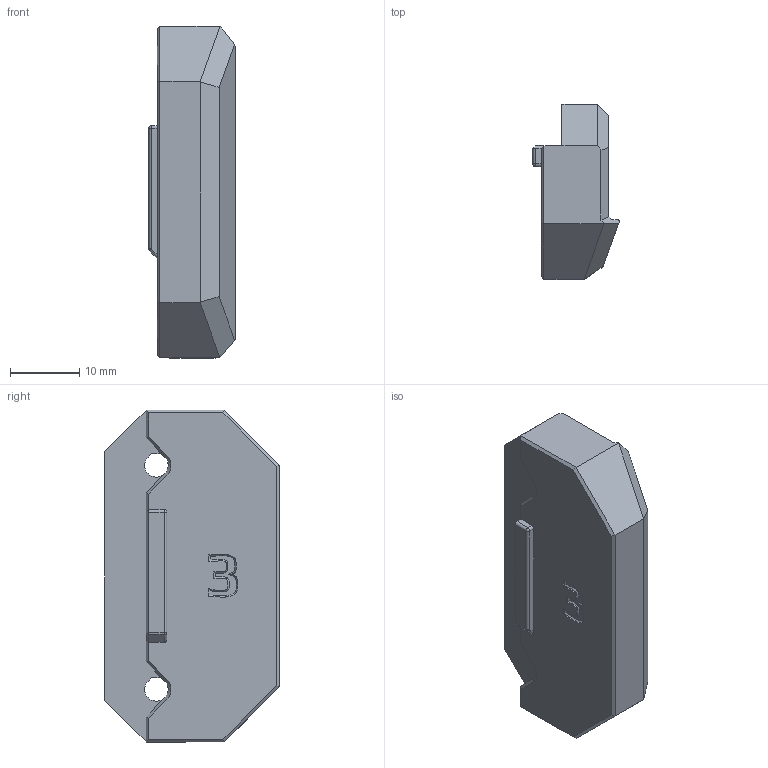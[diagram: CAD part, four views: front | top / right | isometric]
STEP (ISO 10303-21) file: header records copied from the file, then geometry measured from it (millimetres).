
FILE_DESCRIPTION(/* description */ ('STEP AP242','CAx-IF Rec.Pracs.---Representation and Presentation of Product Manufacturing Information (PMI)---4.0---2014-10-13','CAx-IF Rec.Pracs.---3D Tessellated Geometry---0.4---2014-09-14','2;1'),/* implementation_level */ '2;1');
FILE_NAME(/* name */ '68d00fb6096e3cefbbde5f33',/* time_stamp */ '2025-09-21T14:46:15Z',/* author */ (''),/* organization */ (''),/* preprocessor_version */ 'ST-DEVELOPER v20',/* originating_system */ 'ONSHAPE BY PTC INC, 1.204',/* authorisation */ ' ');
FILE_SCHEMA (('AP242_MANAGED_MODEL_BASED_3D_ENGINEERING_MIM_LF { 1 0 10303 442 1 1 4 }'));
Length unit declared in the file: metre
Products named in the file (1): Latch_3mm v2
Bounding box: 12.47 x 25.28 x 48 mm (x, y, z)
Volume: 9031.2 mm3; surface area: 3833.6 mm2
Topology: 1 solids, 1 shells, 184 faces, 452 edges, 273 vertices
Faces by surface type: plane 114, bspline 36, cylinder 26, cone 6, sphere 2
Entity records: 6102 total; most frequent: CARTESIAN_POINT 1981, ORIENTED_EDGE 904, DIRECTION 732, EDGE_CURVE 452, LINE 332, VECTOR 332, VERTEX_POINT 273, AXIS2_PLACEMENT_3D 200
